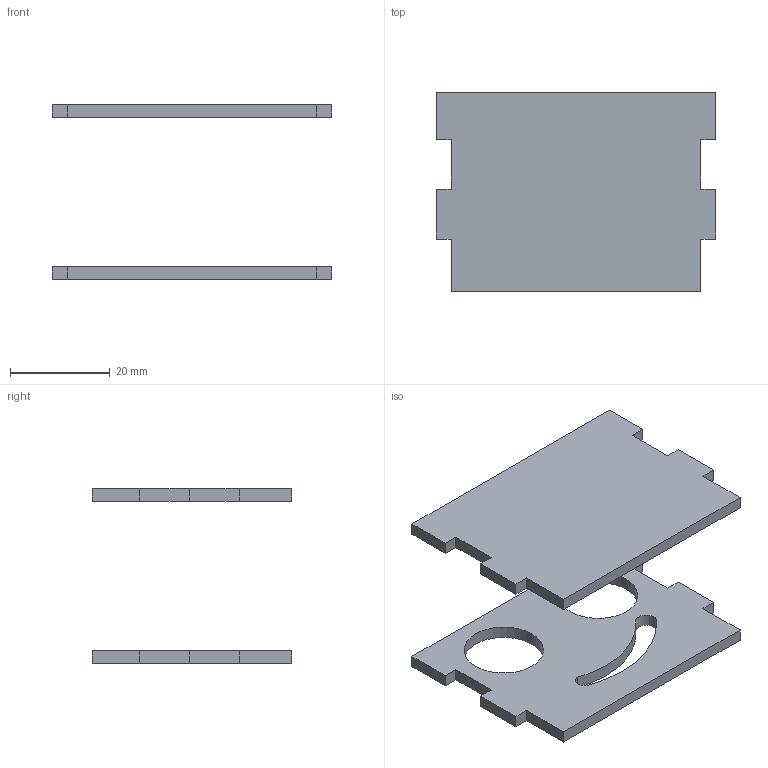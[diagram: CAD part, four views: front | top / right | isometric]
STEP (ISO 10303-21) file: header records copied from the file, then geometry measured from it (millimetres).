
FILE_DESCRIPTION(/* description */ (''),/* implementation_level */ '2;1');
FILE_NAME(/* name */ 'Face Plate Smile2.ipt.step',/* time_stamp */ '2018-09-24T13:20:09-04:00',/* author */ ('EEPROM'),/* organization */ (''),/* preprocessor_version */ 'ST-DEVELOPER v17.2',/* originating_system */ 'Autodesk Inventor 2019',/* authorisation */ '');
FILE_SCHEMA (('AUTOMOTIVE_DESIGN { 1 0 10303 214 3 1 1 }'));
Length unit declared in the file: millimetre
Products named in the file (1): Face Plate Smile2
Bounding box: 56 x 40 x 35 mm (x, y, z)
Volume: 9316.1 mm3; surface area: 8880.4 mm2
Topology: 2 solids, 2 shells, 42 faces, 114 edges, 76 vertices
Faces by surface type: plane 36, cylinder 6
Full cylindrical faces by diameter (mm): 15.9 x2
Entity records: 1362 total; most frequent: CARTESIAN_POINT 233, ORIENTED_EDGE 228, DIRECTION 212, EDGE_CURVE 114, LINE 102, VECTOR 102, VERTEX_POINT 76, AXIS2_PLACEMENT_3D 55
